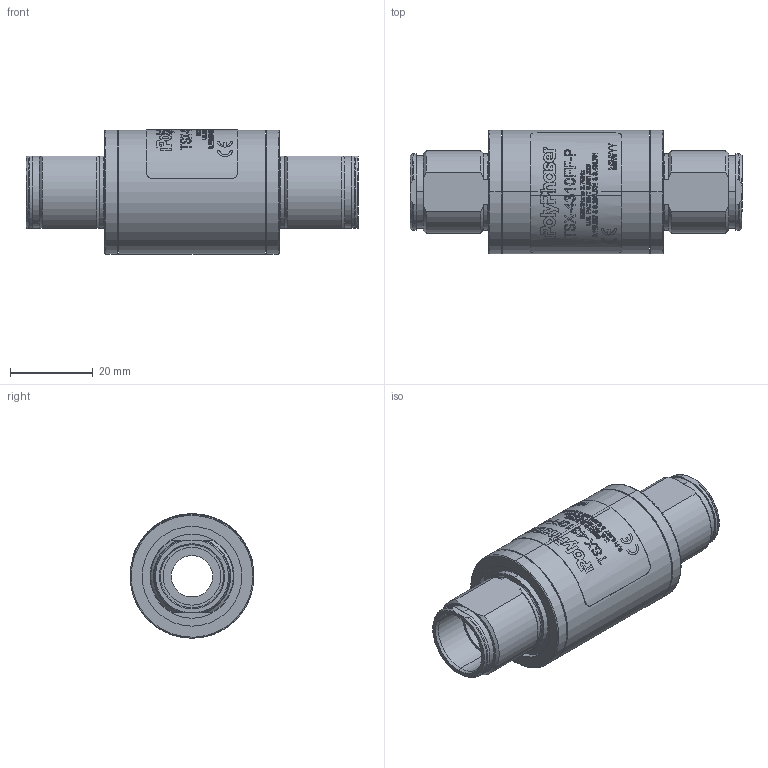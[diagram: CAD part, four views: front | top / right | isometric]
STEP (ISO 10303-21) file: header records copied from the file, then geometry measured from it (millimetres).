
FILE_DESCRIPTION (( 'STEP AP214' ), '1' );
FILE_NAME ('TSX-4310FF-P.STEP', '2019-07-30T18:40:28', ( '' ), ( '' ), 'SwSTEP 2.0', 'SolidWorks 2019', '' );
FILE_SCHEMA (( 'AUTOMOTIVE_DESIGN' ));
Length unit declared in the file: millimetre
Products named in the file (9): 2003-4147_4310FF; Copy of R29-4653^TSX-4310FF-P; Copy (2) of R29-4653^TSX-4310FF-P; R02-2204^TSX-4310FF-P; TSX-4310FF-P; 2003-4147
Assembly tree (4 placements, depth 2):
  Copy (2) of R29-4653^TSX-4310FF-P
  Copy of R29-4653^TSX-4310FF-P
  R02-2204^TSX-4310FF-P
  TSX-4310FF-P
    R02-2204^TSX-4310FF-P
    Copy of R29-4653^TSX-4310FF-P
    Copy (2) of R29-4653^TSX-4310FF-P
    2003-4147_4310FF
  2003-4147
Bounding box: 80.34 x 29.97 x 30.1 mm (x, y, z)
Volume: 23652 mm3; surface area: 19604.9 mm2
Topology: 4 solids, 4 shells, 1361 faces, 3611 edges, 2394 vertices
Faces by surface type: bspline 669, plane 446, cylinder 214, cone 32
Entity records: 94635 total; most frequent: CARTESIAN_POINT 51709, ORIENTED_EDGE 7222, EDGE_CURVE 3611, DIRECTION 3496, VERTEX_POINT 2394, B_SPLINE_CURVE_WITH_KNOTS 2151, EDGE_LOOP 1503, ADVANCED_FACE 1361
